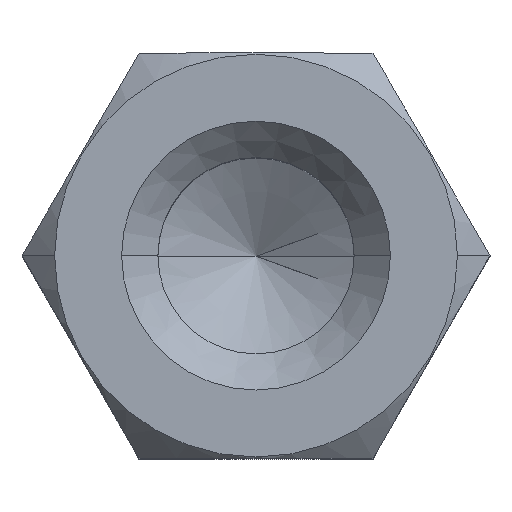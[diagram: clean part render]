
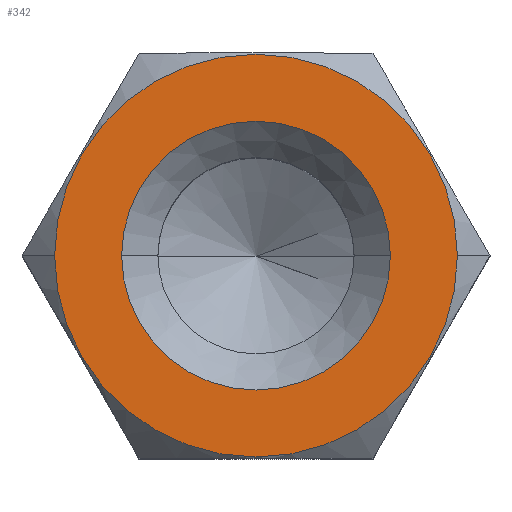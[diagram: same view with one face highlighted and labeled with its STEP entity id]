
A CAD part, top view. The second image highlights one B-rep face of the part: STEP entity #342.
In plain terms, the highlighted planar face has unit normal (0, 0, 1).
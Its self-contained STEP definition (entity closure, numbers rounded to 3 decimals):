
#10 = DIRECTION ( 'NONE',  ( -1., 0., 0. ) ) ;
#23 = VERTEX_POINT ( 'NONE', #134 ) ;
#27 = AXIS2_PLACEMENT_3D ( 'NONE', #490, #666, #592 ) ;
#30 = DIRECTION ( 'NONE',  ( 0., 0., -1. ) ) ;
#39 = CIRCLE ( 'NONE', #717, 1.575 ) ;
#54 = EDGE_LOOP ( 'NONE', ( #714, #328 ) ) ;
#57 = ORIENTED_EDGE ( 'NONE', *, *, #80, .F. ) ;
#65 = DIRECTION ( 'NONE',  ( -1., 0., 0. ) ) ;
#75 = CARTESIAN_POINT ( 'NONE',  ( 0., 0., 5. ) ) ;
#80 = EDGE_CURVE ( 'NONE', #524, #722, #541, .T. ) ;
#92 = EDGE_LOOP ( 'NONE', ( #310, #57 ) ) ;
#105 = AXIS2_PLACEMENT_3D ( 'NONE', #450, #30, #734 ) ;
#134 = CARTESIAN_POINT ( 'NONE',  ( -1.575, 0., 5. ) ) ;
#177 = CARTESIAN_POINT ( 'NONE',  ( -2.36, 0., 5. ) ) ;
#183 = DIRECTION ( 'NONE',  ( 0., 0., -1. ) ) ;
#184 = CARTESIAN_POINT ( 'NONE',  ( 0., 0., 5. ) ) ;
#191 = EDGE_CURVE ( 'NONE', #23, #477, #445, .T. ) ;
#205 = CARTESIAN_POINT ( 'NONE',  ( 1.575, 0., 5. ) ) ;
#207 = AXIS2_PLACEMENT_3D ( 'NONE', #184, #266, #10 ) ;
#266 = DIRECTION ( 'NONE',  ( 0., 0., -1. ) ) ;
#310 = ORIENTED_EDGE ( 'NONE', *, *, #365, .F. ) ;
#328 = ORIENTED_EDGE ( 'NONE', *, *, #191, .T. ) ;
#342 = ADVANCED_FACE ( 'NONE', ( #353, #584 ), #527, .T. ) ;
#353 = FACE_BOUND ( 'NONE', #54, .T. ) ;
#358 = EDGE_CURVE ( 'NONE', #477, #23, #39, .T. ) ;
#365 = EDGE_CURVE ( 'NONE', #722, #524, #468, .T. ) ;
#366 = DIRECTION ( 'NONE',  ( 0., 0., -1. ) ) ;
#439 = CARTESIAN_POINT ( 'NONE',  ( 2.36, 0., 5. ) ) ;
#445 = CIRCLE ( 'NONE', #105, 1.575 ) ;
#450 = CARTESIAN_POINT ( 'NONE',  ( 0., 0., 5. ) ) ;
#456 = AXIS2_PLACEMENT_3D ( 'NONE', #75, #183, #65 ) ;
#468 = CIRCLE ( 'NONE', #456, 2.36 ) ;
#477 = VERTEX_POINT ( 'NONE', #205 ) ;
#490 = CARTESIAN_POINT ( 'NONE',  ( -1.575, 0., 5. ) ) ;
#524 = VERTEX_POINT ( 'NONE', #439 ) ;
#527 = PLANE ( 'NONE',  #27 ) ;
#531 = CARTESIAN_POINT ( 'NONE',  ( 0., 0., 5. ) ) ;
#535 = DIRECTION ( 'NONE',  ( -1., 0., 0. ) ) ;
#541 = CIRCLE ( 'NONE', #207, 2.36 ) ;
#584 = FACE_OUTER_BOUND ( 'NONE', #92, .T. ) ;
#592 = DIRECTION ( 'NONE',  ( 1., 0., 0. ) ) ;
#666 = DIRECTION ( 'NONE',  ( 0., 0., 1. ) ) ;
#714 = ORIENTED_EDGE ( 'NONE', *, *, #358, .T. ) ;
#717 = AXIS2_PLACEMENT_3D ( 'NONE', #531, #366, #535 ) ;
#722 = VERTEX_POINT ( 'NONE', #177 ) ;
#734 = DIRECTION ( 'NONE',  ( -1., 0., 0. ) ) ;
